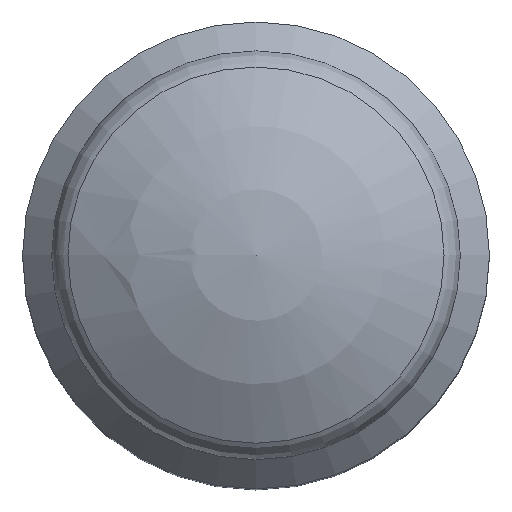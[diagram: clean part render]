
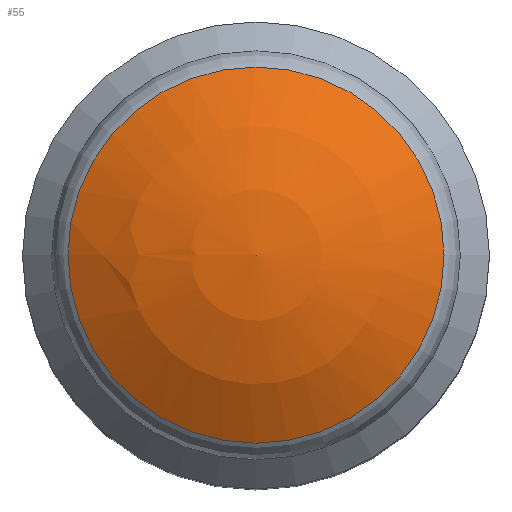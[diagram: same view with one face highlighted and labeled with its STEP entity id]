
A CAD part, top view. The second image highlights one B-rep face of the part: STEP entity #55.
In plain terms, the highlighted spherical face has radius 15 mm.
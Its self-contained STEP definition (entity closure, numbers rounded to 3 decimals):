
#55 = ADVANCED_FACE( '', ( #111 ), #112, .T. );
#111 = FACE_OUTER_BOUND( '', #159, .T. );
#112 = SPHERICAL_SURFACE( '', #160, 15. );
#159 = EDGE_LOOP( '', ( #221 ) );
#160 = AXIS2_PLACEMENT_3D( '', #222, #223, #224 );
#221 = ORIENTED_EDGE( '', *, *, #235, .F. );
#222 = CARTESIAN_POINT( '', ( 0., 0., -8.601 ) );
#223 = DIRECTION( '', ( 0., 0., -1. ) );
#224 = DIRECTION( '', ( -1., 0., 0. ) );
#235 = EDGE_CURVE( '', #260, #260, #261, .T. );
#260 = VERTEX_POINT( '', #289 );
#261 = CIRCLE( '', #290, 8.056 );
#289 = CARTESIAN_POINT( '', ( -8.056, 0., 4.053 ) );
#290 = AXIS2_PLACEMENT_3D( '', #318, #319, #320 );
#318 = CARTESIAN_POINT( '', ( 0., 0., 4.053 ) );
#319 = DIRECTION( '', ( 0., 0., -1. ) );
#320 = DIRECTION( '', ( -1., 0., 0. ) );
